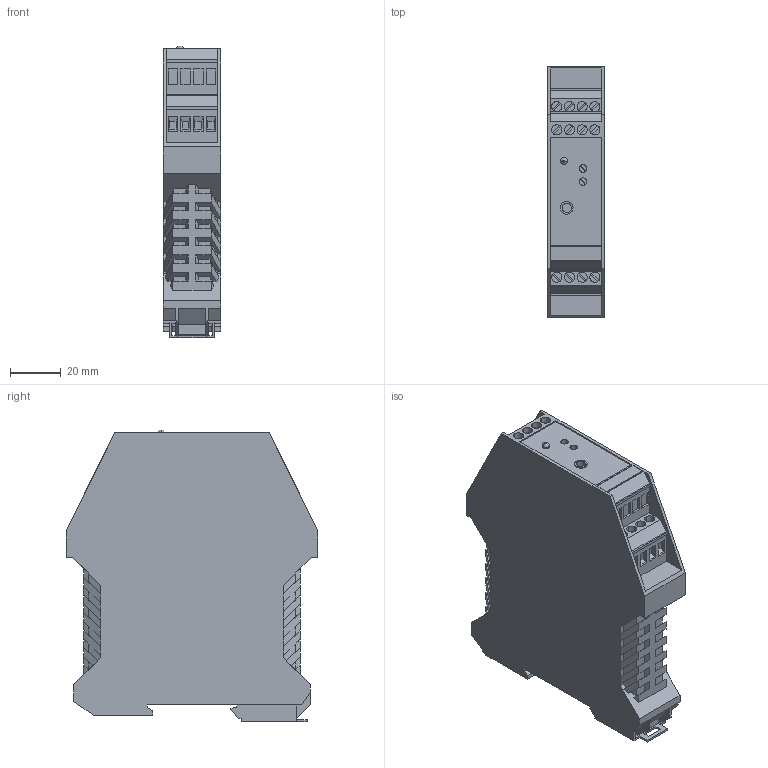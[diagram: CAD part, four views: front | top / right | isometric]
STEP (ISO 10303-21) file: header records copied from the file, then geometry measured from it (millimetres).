
FILE_DESCRIPTION(('Creo Elements/Direct Modeling STEP Export'),'2;1');
FILE_NAME('model.stp','2020-07-23T14:30:41',(''),(''),'Creo Elements/Direct Modeling STEP processor for AP214 (Solid Model)','Creo Elements/Direct Modeling 20.1A 29-Sep-2018 (C) Parametric Technology GmbH','');
FILE_SCHEMA(('AUTOMOTIVE_DESIGN { 1 0 10303 214 1 1 1 1 }'));
Length unit declared in the file: millimetre
Products named in the file (2): MCR-S-1-5-UI-DCI-22.5-select
Assembly tree (1 placements, depth 2):
  MCR-S-1-5-UI-DCI-22.5-select
    MCR-S-1-5-UI-DCI-22.5-select
Bounding box: 22.6 x 99 x 114.73 mm (x, y, z)
Volume: 198674 mm3; surface area: 33027.3 mm2
Topology: 1 solids, 1 shells, 570 faces, 1534 edges, 998 vertices
Faces by surface type: plane 534, cylinder 34, torus 2
Entity records: 17919 total; most frequent: ORIENTED_EDGE 3068, CARTESIAN_POINT 2901, DIRECTION 2447, EDGE_CURVE 1534, VECTOR 1359, LINE 1359, VERTEX_POINT 998, EDGE_LOOP 608
